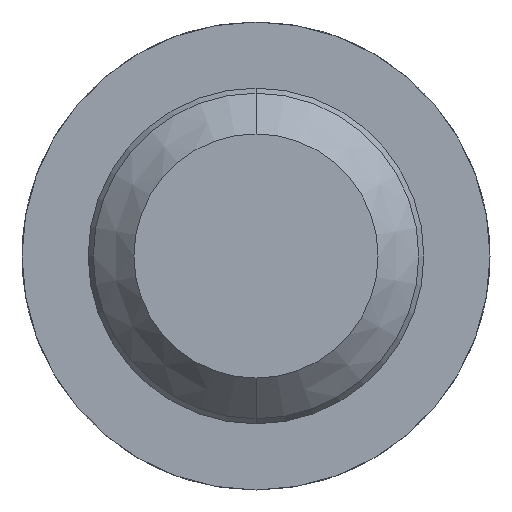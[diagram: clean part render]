
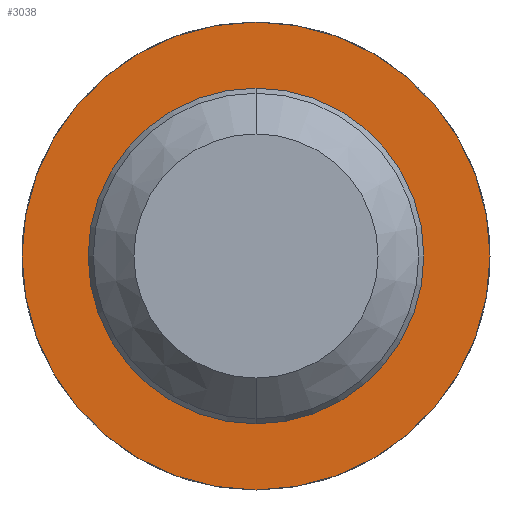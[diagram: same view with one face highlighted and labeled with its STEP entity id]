
A CAD part, front view. The second image highlights one B-rep face of the part: STEP entity #3038.
In plain terms, the highlighted planar face has unit normal (0, -1, 0).
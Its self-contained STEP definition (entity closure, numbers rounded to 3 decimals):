
#55 = CARTESIAN_POINT ( 'NONE',  ( 0., 11., 0. ) ) ;
#69 = CARTESIAN_POINT ( 'NONE',  ( 0.825, 11., 0. ) ) ;
#198 = DIRECTION ( 'NONE',  ( 0., -1., 0. ) ) ;
#339 = DIRECTION ( 'NONE',  ( 0., 0., -1. ) ) ;
#476 = CARTESIAN_POINT ( 'NONE',  ( 0., 11., 0. ) ) ;
#570 = FACE_BOUND ( 'NONE', #3654, .T. ) ;
#695 = DIRECTION ( 'NONE',  ( 0., 0., -1. ) ) ;
#728 = AXIS2_PLACEMENT_3D ( 'NONE', #3715, #2534, #2243 ) ;
#735 = EDGE_CURVE ( 'Defeature ausgef�hrt3_8+Defeature ausgef�hrt3_9+Defeature ausgef�hrt3_9+Defeature ausgef�hrt3_9', #1120, #1158, #889, .T. ) ;
#779 = DIRECTION ( 'NONE',  ( 0., 0., -1. ) ) ;
#815 = FACE_OUTER_BOUND ( 'NONE', #1183, .T. ) ;
#821 = AXIS2_PLACEMENT_3D ( 'NONE', #55, #1212, #339 ) ;
#889 = CIRCLE ( 'NONE', #821, 1.15 ) ;
#987 = CIRCLE ( 'NONE', #3007, 1.15 ) ;
#1013 = AXIS2_PLACEMENT_3D ( 'NONE', #69, #2104, #695 ) ;
#1062 = DIRECTION ( 'NONE',  ( 0., -1., 0. ) ) ;
#1120 = VERTEX_POINT ( 'NONE', #2540 ) ;
#1158 = VERTEX_POINT ( 'NONE', #1186 ) ;
#1183 = EDGE_LOOP ( 'NONE', ( #3538, #2766 ) ) ;
#1186 = CARTESIAN_POINT ( 'NONE',  ( 0., 11., -1.15 ) ) ;
#1212 = DIRECTION ( 'NONE',  ( 0., -1., 0. ) ) ;
#1279 = CARTESIAN_POINT ( 'NONE',  ( 0., 11., 0.825 ) ) ;
#1323 = DIRECTION ( 'NONE',  ( 0., 0., -1. ) ) ;
#1440 = VERTEX_POINT ( 'NONE', #1279 ) ;
#1510 = PLANE ( 'NONE',  #1013 ) ;
#1949 = AXIS2_PLACEMENT_3D ( 'NONE', #1966, #198, #1323 ) ;
#1966 = CARTESIAN_POINT ( 'NONE',  ( 0., 11., 0. ) ) ;
#2104 = DIRECTION ( 'NONE',  ( 0., -1., 0. ) ) ;
#2185 = CIRCLE ( 'NONE', #728, 0.825 ) ;
#2243 = DIRECTION ( 'NONE',  ( 0., 0., -1. ) ) ;
#2314 = EDGE_CURVE ( 'Defeature ausgef�hrt3_7+Defeature ausgef�hrt3_8+Defeature ausgef�hrt3_8+Defeature ausgef�hrt3_8', #2617, #1440, #2185, .T. ) ;
#2431 = ORIENTED_EDGE ( 'NONE', *, *, #2840, .F. ) ;
#2465 = CARTESIAN_POINT ( 'NONE',  ( 0., 11., -0.825 ) ) ;
#2534 = DIRECTION ( 'NONE',  ( 0., -1., 0. ) ) ;
#2540 = CARTESIAN_POINT ( 'NONE',  ( 0., 11., 1.15 ) ) ;
#2617 = VERTEX_POINT ( 'NONE', #2465 ) ;
#2766 = ORIENTED_EDGE ( 'NONE', *, *, #735, .T. ) ;
#2840 = EDGE_CURVE ( 'Defeature ausgef�hrt3_7+Defeature ausgef�hrt3_8+Defeature ausgef�hrt3_8+Defeature ausgef�hrt3_8', #1440, #2617, #3357, .T. ) ;
#3007 = AXIS2_PLACEMENT_3D ( 'NONE', #476, #1062, #779 ) ;
#3038 = ADVANCED_FACE ( 'Defeature ausgef�hrt3_8', ( #815, #570 ), #1510, .T. ) ;
#3357 = CIRCLE ( 'NONE', #1949, 0.825 ) ;
#3538 = ORIENTED_EDGE ( 'NONE', *, *, #3629, .T. ) ;
#3629 = EDGE_CURVE ( 'Defeature ausgef�hrt3_8+Defeature ausgef�hrt3_9+Defeature ausgef�hrt3_9+Defeature ausgef�hrt3_9', #1158, #1120, #987, .T. ) ;
#3654 = EDGE_LOOP ( 'NONE', ( #3730, #2431 ) ) ;
#3715 = CARTESIAN_POINT ( 'NONE',  ( 0., 11., 0. ) ) ;
#3730 = ORIENTED_EDGE ( 'NONE', *, *, #2314, .F. ) ;
